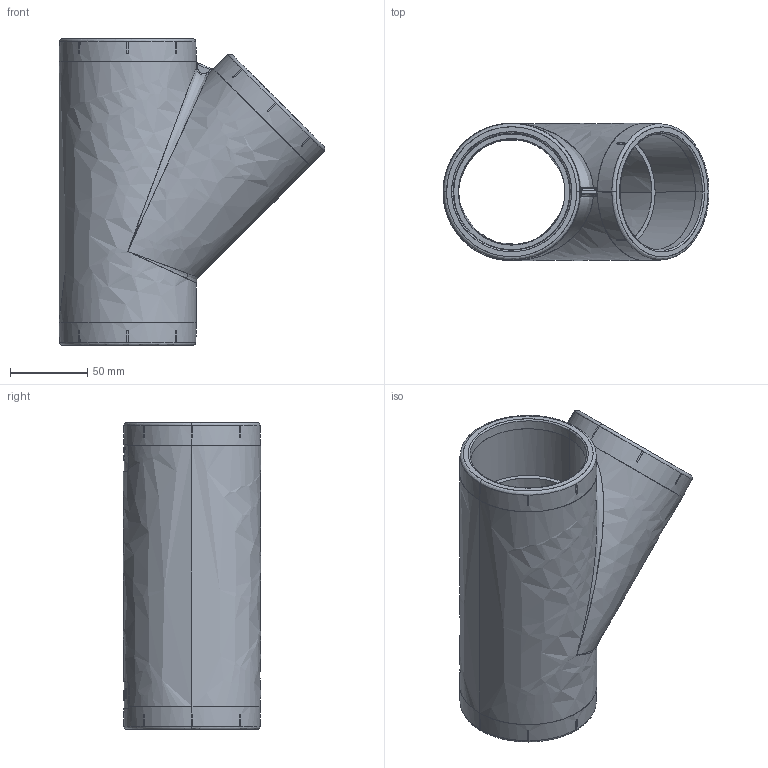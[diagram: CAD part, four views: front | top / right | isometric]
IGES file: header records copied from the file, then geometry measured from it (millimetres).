
Start section: SolidWorks IGES file using NURBS representation for surfaces
Global section: file name: 01 05 1344 075.IGS; native system: SolidWorks 2016; preprocessor: SolidWorks 2016; author: Fabio; date: 160713.161527; units: millimetre
Bounding box: 172.47 x 89 x 199 mm (x, y, z)
Surface area: 139607.9 mm2 (no closed solid volume)
Topology: 0 solids, 0 shells, 383 faces, 5264 edges, 5260 vertices
Faces by surface type: bspline 383
